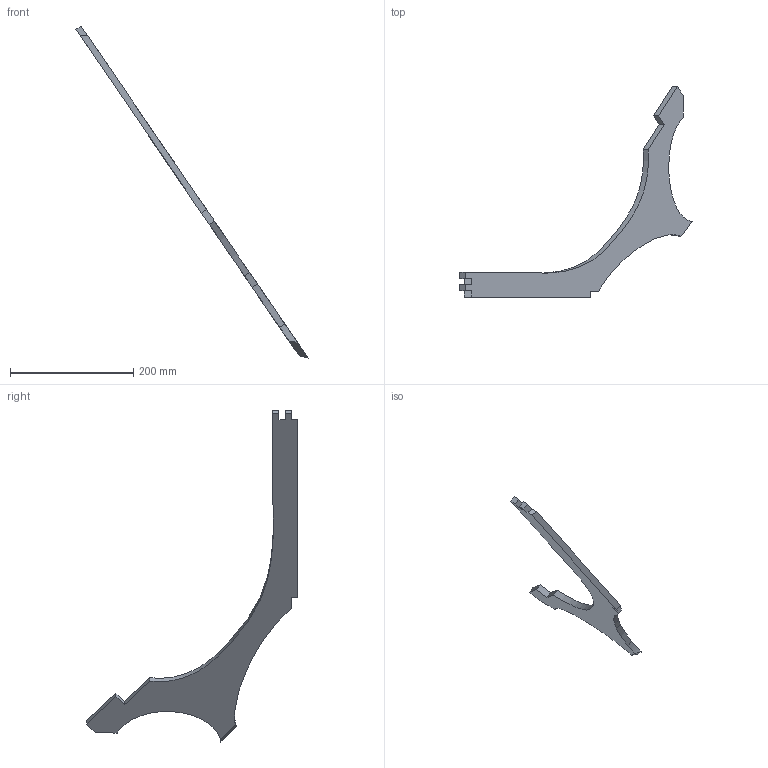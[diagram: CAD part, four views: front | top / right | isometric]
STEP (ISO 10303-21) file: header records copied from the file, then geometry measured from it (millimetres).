
FILE_DESCRIPTION (( 'STEP AP203' ), '1' );
FILE_NAME ('mirror Support 2.STEP', '2012-11-06T02:23:00', ( '' ), ( '' ), 'SwSTEP 2.0', 'SolidWorks 2011', '' );
FILE_SCHEMA (( 'CONFIG_CONTROL_DESIGN' ));
Length unit declared in the file: millimetre
Products named in the file (1): mirror Support 2
Bounding box: 376.34 x 342.07 x 538.3 mm (x, y, z)
Volume: 398329 mm3; surface area: 97921.7 mm2
Topology: 1 solids, 1 shells, 27 faces, 75 edges, 50 vertices
Faces by surface type: plane 20, bspline 7
Entity records: 975 total; most frequent: CARTESIAN_POINT 260, ORIENTED_EDGE 150, DIRECTION 101, EDGE_CURVE 75, LINE 59, VECTOR 59, VERTEX_POINT 50, FACE_OUTER_BOUND 27
